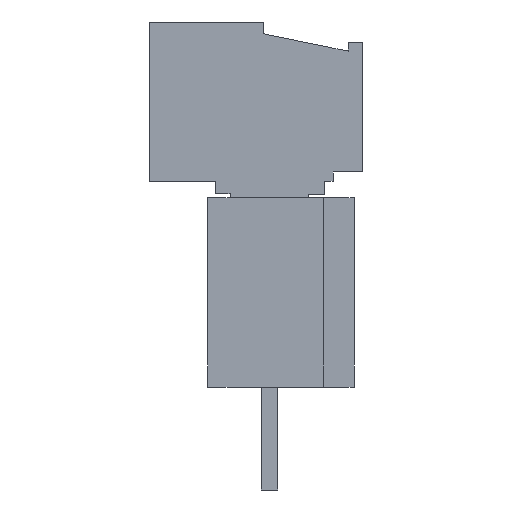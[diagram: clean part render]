
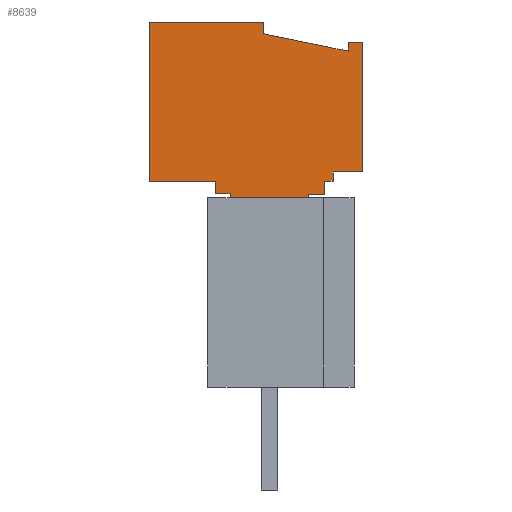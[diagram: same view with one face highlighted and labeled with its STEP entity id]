
A CAD part, left-side view. The second image highlights one B-rep face of the part: STEP entity #8639.
In plain terms, the highlighted planar face has unit normal (-1, 0, 0).
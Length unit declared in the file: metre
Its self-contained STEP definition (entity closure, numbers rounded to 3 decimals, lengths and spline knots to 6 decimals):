
#944=LINE('',#13335,#2078);
#996=LINE('',#13456,#2130);
#1000=LINE('',#13481,#2134);
#1004=LINE('',#13490,#2138);
#1007=LINE('',#13496,#2141);
#1010=LINE('',#13502,#2144);
#1013=LINE('',#13508,#2147);
#1016=LINE('',#13514,#2150);
#1019=LINE('',#13520,#2153);
#1021=LINE('',#13523,#2155);
#1024=LINE('',#13529,#2158);
#1027=LINE('',#13535,#2161);
#1030=LINE('',#13541,#2164);
#1032=LINE('',#13544,#2166);
#1035=LINE('',#13550,#2169);
#1038=LINE('',#13556,#2172);
#1041=LINE('',#13562,#2175);
#1044=LINE('',#13568,#2178);
#2078=VECTOR('',#10908,1.);
#2130=VECTOR('',#10978,1.);
#2134=VECTOR('',#11000,1.);
#2138=VECTOR('',#11006,1.);
#2141=VECTOR('',#11011,1.);
#2144=VECTOR('',#11016,1.);
#2147=VECTOR('',#11021,1.);
#2150=VECTOR('',#11026,1.);
#2153=VECTOR('',#11031,1.);
#2155=VECTOR('',#11035,1.);
#2158=VECTOR('',#11040,1.);
#2161=VECTOR('',#11045,1.);
#2164=VECTOR('',#11050,1.);
#2166=VECTOR('',#11054,1.);
#2169=VECTOR('',#11059,1.);
#2172=VECTOR('',#11064,1.);
#2175=VECTOR('',#11069,1.);
#2178=VECTOR('',#11074,1.);
#4262=ORIENTED_EDGE('',*,*,#5628,.T.);
#4263=ORIENTED_EDGE('',*,*,#5672,.T.);
#4264=ORIENTED_EDGE('',*,*,#5669,.T.);
#4265=ORIENTED_EDGE('',*,*,#5666,.T.);
#4266=ORIENTED_EDGE('',*,*,#5663,.T.);
#4267=ORIENTED_EDGE('',*,*,#5660,.T.);
#4268=ORIENTED_EDGE('',*,*,#5616,.T.);
#4269=ORIENTED_EDGE('',*,*,#5658,.T.);
#4270=ORIENTED_EDGE('',*,*,#5655,.T.);
#4271=ORIENTED_EDGE('',*,*,#5652,.T.);
#4272=ORIENTED_EDGE('',*,*,#5649,.T.);
#4273=ORIENTED_EDGE('',*,*,#5556,.T.);
#4274=ORIENTED_EDGE('',*,*,#5647,.T.);
#4275=ORIENTED_EDGE('',*,*,#5644,.T.);
#4276=ORIENTED_EDGE('',*,*,#5641,.T.);
#4277=ORIENTED_EDGE('',*,*,#5638,.T.);
#4278=ORIENTED_EDGE('',*,*,#5635,.T.);
#4279=ORIENTED_EDGE('',*,*,#5632,.T.);
#5556=EDGE_CURVE('',#6430,#6431,#944,.T.);
#5616=EDGE_CURVE('',#6490,#6491,#996,.T.);
#5628=EDGE_CURVE('',#6502,#6503,#1000,.T.);
#5632=EDGE_CURVE('',#6506,#6502,#1004,.T.);
#5635=EDGE_CURVE('',#6508,#6506,#1007,.T.);
#5638=EDGE_CURVE('',#6510,#6508,#1010,.T.);
#5641=EDGE_CURVE('',#6512,#6510,#1013,.T.);
#5644=EDGE_CURVE('',#6514,#6512,#1016,.T.);
#5647=EDGE_CURVE('',#6431,#6514,#1019,.T.);
#5649=EDGE_CURVE('',#6516,#6430,#1021,.T.);
#5652=EDGE_CURVE('',#6518,#6516,#1024,.T.);
#5655=EDGE_CURVE('',#6520,#6518,#1027,.T.);
#5658=EDGE_CURVE('',#6491,#6520,#1030,.T.);
#5660=EDGE_CURVE('',#6522,#6490,#1032,.T.);
#5663=EDGE_CURVE('',#6524,#6522,#1035,.T.);
#5666=EDGE_CURVE('',#6526,#6524,#1038,.T.);
#5669=EDGE_CURVE('',#6528,#6526,#1041,.T.);
#5672=EDGE_CURVE('',#6503,#6528,#1044,.T.);
#6430=VERTEX_POINT('',#13336);
#6431=VERTEX_POINT('',#13337);
#6490=VERTEX_POINT('',#13457);
#6491=VERTEX_POINT('',#13458);
#6502=VERTEX_POINT('',#13482);
#6503=VERTEX_POINT('',#13483);
#6506=VERTEX_POINT('',#13491);
#6508=VERTEX_POINT('',#13497);
#6510=VERTEX_POINT('',#13503);
#6512=VERTEX_POINT('',#13509);
#6514=VERTEX_POINT('',#13515);
#6516=VERTEX_POINT('',#13524);
#6518=VERTEX_POINT('',#13530);
#6520=VERTEX_POINT('',#13536);
#6522=VERTEX_POINT('',#13545);
#6524=VERTEX_POINT('',#13551);
#6526=VERTEX_POINT('',#13557);
#6528=VERTEX_POINT('',#13563);
#7099=EDGE_LOOP('',(#4262,#4263,#4264,#4265,#4266,#4267,#4268,#4269,#4270,
#4271,#4272,#4273,#4274,#4275,#4276,#4277,#4278,#4279));
#7681=FACE_BOUND('',#7099,.T.);
#8175=PLANE('',#9165);
#8639=ADVANCED_FACE('',(#7681),#8175,.F.);
#9165=AXIS2_PLACEMENT_3D('',#13571,#11078,#11079);
#10908=DIRECTION('',(0.,1.,0.));
#10978=DIRECTION('',(0.,0.,1.));
#11000=DIRECTION('',(0.,0.,1.));
#11006=DIRECTION('',(0.,-1.,0.));
#11011=DIRECTION('',(0.,0.,-1.));
#11016=DIRECTION('',(0.,-1.,0.));
#11021=DIRECTION('',(0.,0.,-1.));
#11026=DIRECTION('',(0.,-1.,0.));
#11031=DIRECTION('',(0.,0.,-1.));
#11035=DIRECTION('',(0.,0.,1.));
#11040=DIRECTION('',(0.,0.979,0.202));
#11045=DIRECTION('',(0.,0.,-1.));
#11050=DIRECTION('',(0.,1.,0.));
#11054=DIRECTION('',(0.,-1.,0.));
#11059=DIRECTION('',(0.,0.,1.));
#11064=DIRECTION('',(0.,-1.,0.));
#11069=DIRECTION('',(0.,0.,1.));
#11074=DIRECTION('',(0.,-1.,0.));
#11078=DIRECTION('',(1.,0.,0.));
#11079=DIRECTION('',(0.,1.,0.));
#13335=CARTESIAN_POINT('',(-0.030875,0.003075,0.017729));
#13336=CARTESIAN_POINT('',(-0.030875,0.00029,0.017729));
#13337=CARTESIAN_POINT('',(-0.030875,0.005859,0.017729));
#13456=CARTESIAN_POINT('',(-0.030875,-0.004526,0.01359));
#13457=CARTESIAN_POINT('',(-0.030875,-0.004526,0.010445));
#13458=CARTESIAN_POINT('',(-0.030875,-0.004526,0.016736));
#13481=CARTESIAN_POINT('',(-0.030875,-0.001877,0.006326));
#13482=CARTESIAN_POINT('',(-0.030875,-0.001877,0.00329));
#13483=CARTESIAN_POINT('',(-0.030875,-0.001877,0.009361));
#13490=CARTESIAN_POINT('',(-0.030875,0.000024,0.00329));
#13491=CARTESIAN_POINT('',(-0.030875,0.001926,0.00329));
#13496=CARTESIAN_POINT('',(-0.030875,0.001926,0.006341));
#13497=CARTESIAN_POINT('',(-0.030875,0.001926,0.009391));
#13502=CARTESIAN_POINT('',(-0.030875,0.002282,0.009391));
#13503=CARTESIAN_POINT('',(-0.030875,0.002638,0.009391));
#13508=CARTESIAN_POINT('',(-0.030875,0.002638,0.009692));
#13509=CARTESIAN_POINT('',(-0.030875,0.002638,0.009993));
#13514=CARTESIAN_POINT('',(-0.030875,0.004249,0.009993));
#13515=CARTESIAN_POINT('',(-0.030875,0.005859,0.009993));
#13520=CARTESIAN_POINT('',(-0.030875,0.005859,0.013861));
#13523=CARTESIAN_POINT('',(-0.030875,0.00029,0.017443));
#13524=CARTESIAN_POINT('',(-0.030875,0.00029,0.017157));
#13529=CARTESIAN_POINT('',(-0.030875,-0.001757,0.016736));
#13530=CARTESIAN_POINT('',(-0.030875,-0.003804,0.016314));
#13535=CARTESIAN_POINT('',(-0.030875,-0.003804,0.016525));
#13536=CARTESIAN_POINT('',(-0.030875,-0.003804,0.016736));
#13541=CARTESIAN_POINT('',(-0.030875,-0.004165,0.016736));
#13544=CARTESIAN_POINT('',(-0.030875,-0.003804,0.010445));
#13545=CARTESIAN_POINT('',(-0.030875,-0.003081,0.010445));
#13550=CARTESIAN_POINT('',(-0.030875,-0.003081,0.010219));
#13551=CARTESIAN_POINT('',(-0.030875,-0.003081,0.009993));
#13556=CARTESIAN_POINT('',(-0.030875,-0.002871,0.009993));
#13557=CARTESIAN_POINT('',(-0.030875,-0.00266,0.009993));
#13562=CARTESIAN_POINT('',(-0.030875,-0.00266,0.009677));
#13563=CARTESIAN_POINT('',(-0.030875,-0.00266,0.009361));
#13568=CARTESIAN_POINT('',(-0.030875,-0.002269,0.009361));
#13571=CARTESIAN_POINT('',(-0.030875,-0.001434,0.008008));
